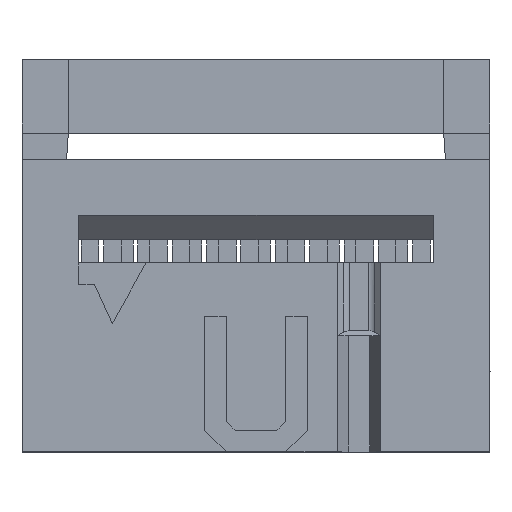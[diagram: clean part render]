
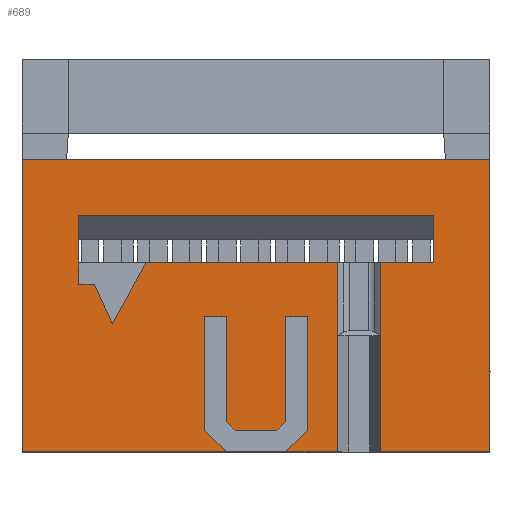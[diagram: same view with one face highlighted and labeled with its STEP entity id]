
A CAD part, top view. The second image highlights one B-rep face of the part: STEP entity #689.
In plain terms, the highlighted planar face has unit normal (0, 0, 1).
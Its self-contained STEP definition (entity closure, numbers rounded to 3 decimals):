
#689=ADVANCED_FACE('',(#1197),#945,.T.);
#945=PLANE('',#5786);
#1197=FACE_OUTER_BOUND('',#1447,.T.);
#1447=EDGE_LOOP('',(#1761,#1762,#1763,#1764,#1765,#1766,#1767,#1768,#1769,
#1770,#1771,#1772,#1773,#1774,#1775,#1776,#1777,#1778,#1779,#1780,#1781,
#1782,#1783,#1784,#1785,#1786,#1787,#1788,#1789));
#1761=ORIENTED_EDGE('',*,*,#3669,.F.);
#1762=ORIENTED_EDGE('',*,*,#3670,.T.);
#1763=ORIENTED_EDGE('',*,*,#3671,.F.);
#1764=ORIENTED_EDGE('',*,*,#3672,.T.);
#1765=ORIENTED_EDGE('',*,*,#3673,.F.);
#1766=ORIENTED_EDGE('',*,*,#3674,.F.);
#1767=ORIENTED_EDGE('',*,*,#3675,.F.);
#1768=ORIENTED_EDGE('',*,*,#3676,.T.);
#1769=ORIENTED_EDGE('',*,*,#3677,.T.);
#1770=ORIENTED_EDGE('',*,*,#3678,.T.);
#1771=ORIENTED_EDGE('',*,*,#3679,.T.);
#1772=ORIENTED_EDGE('',*,*,#3680,.T.);
#1773=ORIENTED_EDGE('',*,*,#3681,.T.);
#1774=ORIENTED_EDGE('',*,*,#3682,.T.);
#1775=ORIENTED_EDGE('',*,*,#3683,.T.);
#1776=ORIENTED_EDGE('',*,*,#3684,.T.);
#1777=ORIENTED_EDGE('',*,*,#3685,.T.);
#1778=ORIENTED_EDGE('',*,*,#3686,.T.);
#1779=ORIENTED_EDGE('',*,*,#3687,.F.);
#1780=ORIENTED_EDGE('',*,*,#3688,.F.);
#1781=ORIENTED_EDGE('',*,*,#3689,.T.);
#1782=ORIENTED_EDGE('',*,*,#3690,.F.);
#1783=ORIENTED_EDGE('',*,*,#3691,.T.);
#1784=ORIENTED_EDGE('',*,*,#3692,.T.);
#1785=ORIENTED_EDGE('',*,*,#3693,.T.);
#1786=ORIENTED_EDGE('',*,*,#3694,.F.);
#1787=ORIENTED_EDGE('',*,*,#3695,.T.);
#1788=ORIENTED_EDGE('',*,*,#3696,.T.);
#1789=ORIENTED_EDGE('',*,*,#3697,.F.);
#3195=VERTEX_POINT('',#7280);
#3200=VERTEX_POINT('',#7290);
#3201=VERTEX_POINT('',#7294);
#3202=VERTEX_POINT('',#7296);
#3203=VERTEX_POINT('',#7298);
#3204=VERTEX_POINT('',#7300);
#3205=VERTEX_POINT('',#7302);
#3206=VERTEX_POINT('',#7304);
#3207=VERTEX_POINT('',#7306);
#3208=VERTEX_POINT('',#7308);
#3209=VERTEX_POINT('',#7310);
#3210=VERTEX_POINT('',#7312);
#3211=VERTEX_POINT('',#7314);
#3212=VERTEX_POINT('',#7316);
#3213=VERTEX_POINT('',#7318);
#3214=VERTEX_POINT('',#7320);
#3215=VERTEX_POINT('',#7322);
#3216=VERTEX_POINT('',#7324);
#3217=VERTEX_POINT('',#7326);
#3218=VERTEX_POINT('',#7328);
#3219=VERTEX_POINT('',#7330);
#3220=VERTEX_POINT('',#7333);
#3221=VERTEX_POINT('',#7335);
#3222=VERTEX_POINT('',#7337);
#3223=VERTEX_POINT('',#7339);
#3224=VERTEX_POINT('',#7341);
#3225=VERTEX_POINT('',#7343);
#3226=VERTEX_POINT('',#7345);
#3227=VERTEX_POINT('',#7347);
#3669=EDGE_CURVE('',#3200,#3201,#4389,.T.);
#3670=EDGE_CURVE('',#3200,#3202,#4390,.T.);
#3671=EDGE_CURVE('',#3203,#3202,#4391,.T.);
#3672=EDGE_CURVE('',#3203,#3204,#4392,.T.);
#3673=EDGE_CURVE('',#3205,#3204,#4393,.T.);
#3674=EDGE_CURVE('',#3206,#3205,#4394,.T.);
#3675=EDGE_CURVE('',#3207,#3206,#4395,.T.);
#3676=EDGE_CURVE('',#3207,#3208,#4396,.T.);
#3677=EDGE_CURVE('',#3208,#3209,#4397,.T.);
#3678=EDGE_CURVE('',#3209,#3210,#4398,.T.);
#3679=EDGE_CURVE('',#3210,#3211,#4399,.T.);
#3680=EDGE_CURVE('',#3211,#3212,#4400,.T.);
#3681=EDGE_CURVE('',#3212,#3213,#4401,.T.);
#3682=EDGE_CURVE('',#3213,#3214,#4402,.T.);
#3683=EDGE_CURVE('',#3214,#3215,#4403,.T.);
#3684=EDGE_CURVE('',#3215,#3216,#4404,.T.);
#3685=EDGE_CURVE('',#3216,#3217,#4405,.T.);
#3686=EDGE_CURVE('',#3217,#3218,#4406,.T.);
#3687=EDGE_CURVE('',#3219,#3218,#4407,.T.);
#3688=EDGE_CURVE('',#3195,#3219,#4408,.T.);
#3689=EDGE_CURVE('',#3195,#3220,#4409,.T.);
#3690=EDGE_CURVE('',#3221,#3220,#4410,.T.);
#3691=EDGE_CURVE('',#3221,#3222,#4411,.T.);
#3692=EDGE_CURVE('',#3222,#3223,#4412,.T.);
#3693=EDGE_CURVE('',#3223,#3224,#4413,.T.);
#3694=EDGE_CURVE('',#3225,#3224,#4414,.T.);
#3695=EDGE_CURVE('',#3225,#3226,#4415,.T.);
#3696=EDGE_CURVE('',#3226,#3227,#4416,.T.);
#3697=EDGE_CURVE('',#3201,#3227,#4417,.T.);
#4389=LINE('',#7293,#5089);
#4390=LINE('',#7295,#5090);
#4391=LINE('',#7297,#5091);
#4392=LINE('',#7299,#5092);
#4393=LINE('',#7301,#5093);
#4394=LINE('',#7303,#5094);
#4395=LINE('',#7305,#5095);
#4396=LINE('',#7307,#5096);
#4397=LINE('',#7309,#5097);
#4398=LINE('',#7311,#5098);
#4399=LINE('',#7313,#5099);
#4400=LINE('',#7315,#5100);
#4401=LINE('',#7317,#5101);
#4402=LINE('',#7319,#5102);
#4403=LINE('',#7321,#5103);
#4404=LINE('',#7323,#5104);
#4405=LINE('',#7325,#5105);
#4406=LINE('',#7327,#5106);
#4407=LINE('',#7329,#5107);
#4408=LINE('',#7331,#5108);
#4409=LINE('',#7332,#5109);
#4410=LINE('',#7334,#5110);
#4411=LINE('',#7336,#5111);
#4412=LINE('',#7338,#5112);
#4413=LINE('',#7340,#5113);
#4414=LINE('',#7342,#5114);
#4415=LINE('',#7344,#5115);
#4416=LINE('',#7346,#5116);
#4417=LINE('',#7348,#5117);
#5089=VECTOR('',#6060,1.);
#5090=VECTOR('',#6061,1.);
#5091=VECTOR('',#6062,1.);
#5092=VECTOR('',#6063,1.);
#5093=VECTOR('',#6064,1.);
#5094=VECTOR('',#6065,1.);
#5095=VECTOR('',#6066,1.);
#5096=VECTOR('',#6067,1.);
#5097=VECTOR('',#6068,1.);
#5098=VECTOR('',#6069,1.);
#5099=VECTOR('',#6070,1.);
#5100=VECTOR('',#6071,1.);
#5101=VECTOR('',#6072,1.);
#5102=VECTOR('',#6073,1.);
#5103=VECTOR('',#6074,1.);
#5104=VECTOR('',#6075,1.);
#5105=VECTOR('',#6076,1.);
#5106=VECTOR('',#6077,1.);
#5107=VECTOR('',#6078,1.);
#5108=VECTOR('',#6079,1.);
#5109=VECTOR('',#6080,1.);
#5110=VECTOR('',#6081,1.);
#5111=VECTOR('',#6082,1.);
#5112=VECTOR('',#6083,1.);
#5113=VECTOR('',#6084,1.);
#5114=VECTOR('',#6085,1.);
#5115=VECTOR('',#6086,1.);
#5116=VECTOR('',#6087,1.);
#5117=VECTOR('',#6088,1.);
#5786=AXIS2_PLACEMENT_3D('',#7349,#6089,#6090);
#6060=DIRECTION('',(0.,1.,0.));
#6061=DIRECTION('',(0.,-1.,0.));
#6062=DIRECTION('',(-1.,0.,0.));
#6063=DIRECTION('',(0.,1.,0.));
#6064=DIRECTION('',(1.,0.,0.));
#6065=DIRECTION('',(0.,1.,0.));
#6066=DIRECTION('',(-1.,0.,0.));
#6067=DIRECTION('',(-0.707,0.707,0.));
#6068=DIRECTION('',(0.,1.,0.));
#6069=DIRECTION('',(1.,0.,0.));
#6070=DIRECTION('',(0.,-1.,0.));
#6071=DIRECTION('',(0.707,-0.707,0.));
#6072=DIRECTION('',(1.,0.,0.));
#6073=DIRECTION('',(0.707,0.707,0.));
#6074=DIRECTION('',(0.,1.,0.));
#6075=DIRECTION('',(1.,0.,0.));
#6076=DIRECTION('',(0.,-1.,0.));
#6077=DIRECTION('',(-0.707,-0.707,0.));
#6078=DIRECTION('',(-1.,0.,0.));
#6079=DIRECTION('',(0.,-1.,0.));
#6080=DIRECTION('',(0.,1.,0.));
#6081=DIRECTION('',(1.,0.,0.));
#6082=DIRECTION('',(-0.486,-0.874,0.));
#6083=DIRECTION('',(-0.416,0.91,0.));
#6084=DIRECTION('',(-1.,0.,0.));
#6085=DIRECTION('',(0.,-1.,0.));
#6086=DIRECTION('',(1.,0.,0.));
#6087=DIRECTION('',(0.,-1.,0.));
#6088=DIRECTION('',(1.,0.,0.));
#6089=DIRECTION('',(0.,0.,1.));
#6090=DIRECTION('',(1.,0.,0.));
#7280=CARTESIAN_POINT('',(11.66,4.3,6.1));
#7290=CARTESIAN_POINT('',(13.26,4.3,6.1));
#7293=CARTESIAN_POINT('',(13.26,4.3,6.1));
#7294=CARTESIAN_POINT('',(13.26,7.,6.1));
#7295=CARTESIAN_POINT('',(13.26,7.6,6.1));
#7296=CARTESIAN_POINT('',(13.26,0.,6.1));
#7297=CARTESIAN_POINT('',(17.3,0.,6.1));
#7298=CARTESIAN_POINT('',(17.3,0.,6.1));
#7299=CARTESIAN_POINT('',(17.3,0.,6.1));
#7300=CARTESIAN_POINT('',(17.3,10.8,6.1));
#7301=CARTESIAN_POINT('',(0.,10.8,6.1));
#7302=CARTESIAN_POINT('',(0.,10.8,6.1));
#7303=CARTESIAN_POINT('',(0.,0.,6.1));
#7304=CARTESIAN_POINT('',(0.,0.,6.1));
#7305=CARTESIAN_POINT('',(7.55,0.,6.1));
#7306=CARTESIAN_POINT('',(7.55,0.,6.1));
#7307=CARTESIAN_POINT('',(7.55,0.,6.1));
#7308=CARTESIAN_POINT('',(6.75,0.8,6.1));
#7309=CARTESIAN_POINT('',(6.75,0.8,6.1));
#7310=CARTESIAN_POINT('',(6.75,5.,6.1));
#7311=CARTESIAN_POINT('',(6.75,5.,6.1));
#7312=CARTESIAN_POINT('',(7.55,5.,6.1));
#7313=CARTESIAN_POINT('',(7.55,5.,6.1));
#7314=CARTESIAN_POINT('',(7.55,1.131,6.1));
#7315=CARTESIAN_POINT('',(7.55,1.131,6.1));
#7316=CARTESIAN_POINT('',(7.881,0.8,6.1));
#7317=CARTESIAN_POINT('',(7.881,0.8,6.1));
#7318=CARTESIAN_POINT('',(9.419,0.8,6.1));
#7319=CARTESIAN_POINT('',(9.419,0.8,6.1));
#7320=CARTESIAN_POINT('',(9.75,1.131,6.1));
#7321=CARTESIAN_POINT('',(9.75,1.131,6.1));
#7322=CARTESIAN_POINT('',(9.75,5.,6.1));
#7323=CARTESIAN_POINT('',(9.75,5.,6.1));
#7324=CARTESIAN_POINT('',(10.55,5.,6.1));
#7325=CARTESIAN_POINT('',(10.55,5.,6.1));
#7326=CARTESIAN_POINT('',(10.55,0.8,6.1));
#7327=CARTESIAN_POINT('',(10.55,0.8,6.1));
#7328=CARTESIAN_POINT('',(9.75,0.,6.1));
#7329=CARTESIAN_POINT('',(17.3,0.,6.1));
#7330=CARTESIAN_POINT('',(11.66,0.,6.1));
#7331=CARTESIAN_POINT('',(11.66,7.6,6.1));
#7332=CARTESIAN_POINT('',(11.66,4.3,6.1));
#7333=CARTESIAN_POINT('',(11.66,7.,6.1));
#7334=CARTESIAN_POINT('',(4.59,7.,6.1));
#7335=CARTESIAN_POINT('',(4.59,7.,6.1));
#7336=CARTESIAN_POINT('',(4.59,7.,6.1));
#7337=CARTESIAN_POINT('',(3.34,4.75,6.1));
#7338=CARTESIAN_POINT('',(3.34,4.75,6.1));
#7339=CARTESIAN_POINT('',(2.677,6.2,6.1));
#7340=CARTESIAN_POINT('',(2.677,6.2,6.1));
#7341=CARTESIAN_POINT('',(2.09,6.2,6.1));
#7342=CARTESIAN_POINT('',(2.09,8.75,6.1));
#7343=CARTESIAN_POINT('',(2.09,8.75,6.1));
#7344=CARTESIAN_POINT('',(2.09,8.75,6.1));
#7345=CARTESIAN_POINT('',(15.21,8.75,6.1));
#7346=CARTESIAN_POINT('',(15.21,8.75,6.1));
#7347=CARTESIAN_POINT('',(15.21,7.,6.1));
#7348=CARTESIAN_POINT('',(4.59,7.,6.1));
#7349=CARTESIAN_POINT('',(-0.533,-0.64,6.1));
